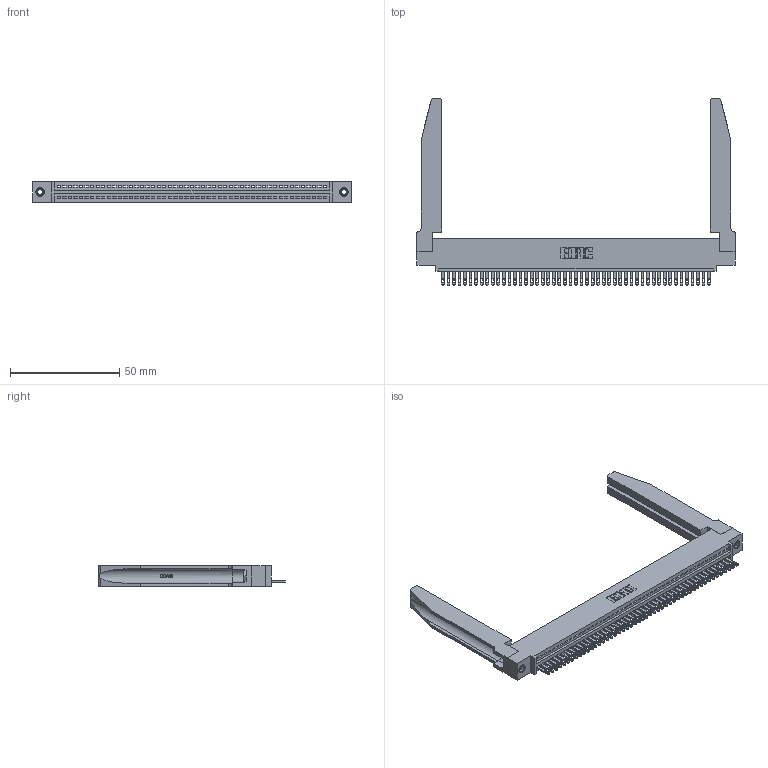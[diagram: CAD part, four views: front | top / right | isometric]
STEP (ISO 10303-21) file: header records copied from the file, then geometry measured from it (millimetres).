
FILE_DESCRIPTION (( 'STEP AP203' ), '1' );
FILE_NAME ('345-049-500-478.STEP', '2019-10-09T07:00:05', ( '' ), ( '' ), 'SwSTEP 2.0', 'SolidWorks 2016', '' );
FILE_SCHEMA (( 'CONFIG_CONTROL_DESIGN' ));
Length unit declared in the file: inch
Products named in the file (5): 345-220-078_345-220-078; 345-049-500-478; 345-250-001_345-250-001-102; 345-292-001_345-293-100; 345 Part_0.110 Offset - 0.156 Dia-TH
Assembly tree (54 placements, depth 2):
  345-049-500-478
    345 Part_0.110 Offset - 0.156 Dia-TH
    345-292-001_345-293-100  x49
    345-250-001_345-250-001-102  x2
    345-220-078_345-220-078  x2
Bounding box: 145.69 x 85.27 x 9.4 mm (x, y, z)
Volume: 21623 mm3; surface area: 25541.4 mm2
Topology: 54 solids, 54 shells, 3010 faces, 9193 edges, 6118 vertices
Faces by surface type: plane 1892, cylinder 1066, bspline 36, cone 12, torus 4
Entity records: 40738 total; most frequent: CARTESIAN_POINT 7954, ORIENTED_EDGE 6834, DIRECTION 5945, EDGE_CURVE 3417, VECTOR 2991, LINE 2991, VERTEX_POINT 2272, AXIS2_PLACEMENT_3D 1477
